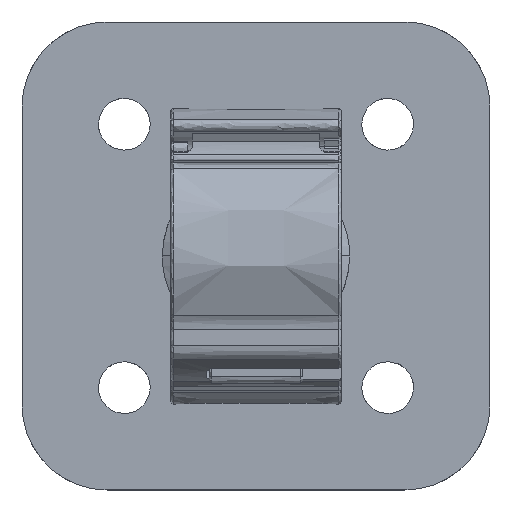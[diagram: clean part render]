
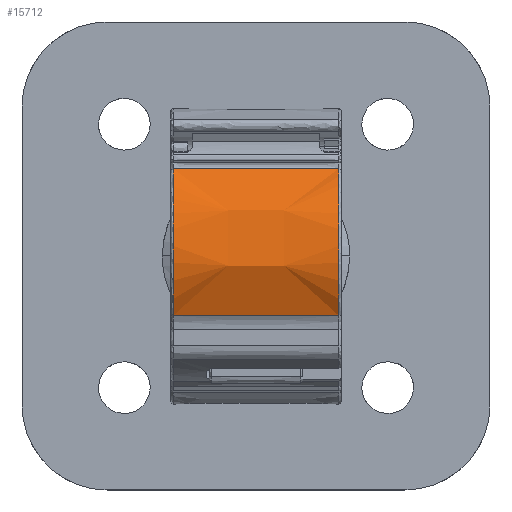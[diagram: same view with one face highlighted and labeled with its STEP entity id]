
A CAD part, top view. The second image highlights one B-rep face of the part: STEP entity #15712.
In plain terms, the highlighted free-form (B-spline) face has degree [3, 3] with [4, 4] control points.
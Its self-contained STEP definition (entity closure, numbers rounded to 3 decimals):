
#13787=CARTESIAN_POINT('Vertex',(1377.378,152.918,29.365)) ;
#13826=CARTESIAN_POINT('Vertex',(1377.378,170.243,26.571)) ;
#13830=CARTESIAN_POINT('Control Point',(1377.378,152.918,29.365)) ;
#13831=CARTESIAN_POINT('Control Point',(1377.378,158.856,33.093)) ;
#13832=CARTESIAN_POINT('Control Point',(1377.378,165.778,31.976)) ;
#13833=CARTESIAN_POINT('Control Point',(1377.378,170.243,26.571)) ;
#14474=CARTESIAN_POINT('Vertex',(1357.878,152.918,29.365)) ;
#14509=CARTESIAN_POINT('Control Point',(1357.878,152.918,29.365)) ;
#14510=CARTESIAN_POINT('Control Point',(1357.878,158.856,33.093)) ;
#14511=CARTESIAN_POINT('Control Point',(1357.878,165.778,31.976)) ;
#14512=CARTESIAN_POINT('Control Point',(1357.878,170.243,26.571)) ;
#14513=CARTESIAN_POINT('Vertex',(1357.878,170.243,26.571)) ;
#15670=CARTESIAN_POINT('Control Point',(1377.378,152.918,29.365)) ;
#15671=CARTESIAN_POINT('Control Point',(1370.878,152.918,29.365)) ;
#15672=CARTESIAN_POINT('Control Point',(1364.378,152.918,29.365)) ;
#15673=CARTESIAN_POINT('Control Point',(1357.878,152.918,29.365)) ;
#15684=CARTESIAN_POINT('Control Point',(1377.768,152.596,29.157)) ;
#15685=CARTESIAN_POINT('Control Point',(1371.008,152.596,29.157)) ;
#15686=CARTESIAN_POINT('Control Point',(1364.248,152.596,29.157)) ;
#15687=CARTESIAN_POINT('Control Point',(1357.488,152.596,29.157)) ;
#15688=CARTESIAN_POINT('Control Point',(1377.768,158.708,33.243)) ;
#15689=CARTESIAN_POINT('Control Point',(1371.008,158.708,33.243)) ;
#15690=CARTESIAN_POINT('Control Point',(1364.248,158.708,33.243)) ;
#15691=CARTESIAN_POINT('Control Point',(1357.488,158.708,33.243)) ;
#15692=CARTESIAN_POINT('Control Point',(1377.768,165.966,32.072)) ;
#15693=CARTESIAN_POINT('Control Point',(1371.008,165.966,32.072)) ;
#15694=CARTESIAN_POINT('Control Point',(1364.248,165.966,32.072)) ;
#15695=CARTESIAN_POINT('Control Point',(1357.488,165.966,32.072)) ;
#15696=CARTESIAN_POINT('Control Point',(1377.768,170.483,26.272)) ;
#15697=CARTESIAN_POINT('Control Point',(1371.008,170.483,26.272)) ;
#15698=CARTESIAN_POINT('Control Point',(1364.248,170.483,26.272)) ;
#15699=CARTESIAN_POINT('Control Point',(1357.488,170.483,26.272)) ;
#15701=CARTESIAN_POINT('Control Point',(1377.378,170.243,26.571)) ;
#15702=CARTESIAN_POINT('Control Point',(1370.878,170.243,26.571)) ;
#15703=CARTESIAN_POINT('Control Point',(1364.378,170.243,26.571)) ;
#15704=CARTESIAN_POINT('Control Point',(1357.878,170.243,26.571)) ;
#15707=ORIENTED_EDGE('',*,*,#15705,.T.) ;
#15708=ORIENTED_EDGE('',*,*,#14515,.F.) ;
#15709=ORIENTED_EDGE('',*,*,#15674,.T.) ;
#15710=ORIENTED_EDGE('',*,*,#13834,.F.) ;
#15712=ADVANCED_FACE('Clips 9J1.121.233.B',(#15711),#15683,.T.) ;
#13834=EDGE_CURVE('',#13827,#13788,#13829,.F.) ;
#14515=EDGE_CURVE('',#14475,#14514,#14508,.T.) ;
#15674=EDGE_CURVE('',#14475,#13788,#15669,.F.) ;
#15705=EDGE_CURVE('',#13827,#14514,#15700,.T.) ;
#15706=EDGE_LOOP('',(#15707,#15708,#15709,#15710)) ;
#15711=FACE_OUTER_BOUND('',#15706,.T.) ;
#13788=VERTEX_POINT('',#13787) ;
#13827=VERTEX_POINT('',#13826) ;
#14475=VERTEX_POINT('',#14474) ;
#14514=VERTEX_POINT('',#14513) ;
#13829=(BOUNDED_CURVE()B_SPLINE_CURVE(3,(#13830,#13831,#13832,#13833),.UNSPECIFIED.,.F.,.U.)B_SPLINE_CURVE_WITH_KNOTS((4,4),(0.461,21.438),.UNSPECIFIED.)CURVE()GEOMETRIC_REPRESENTATION_ITEM()RATIONAL_B_SPLINE_CURVE((1.338,1.116,1.116,1.338))REPRESENTATION_ITEM('')) ;
#14508=(BOUNDED_CURVE()B_SPLINE_CURVE(3,(#14509,#14510,#14511,#14512),.UNSPECIFIED.,.F.,.U.)B_SPLINE_CURVE_WITH_KNOTS((4,4),(0.461,21.438),.UNSPECIFIED.)CURVE()GEOMETRIC_REPRESENTATION_ITEM()RATIONAL_B_SPLINE_CURVE((1.338,1.116,1.116,1.338))REPRESENTATION_ITEM('')) ;
#15669=(BOUNDED_CURVE()B_SPLINE_CURVE(3,(#15670,#15671,#15672,#15673),.UNSPECIFIED.,.F.,.U.)B_SPLINE_CURVE_WITH_KNOTS((4,4),(-9.75,9.75),.UNSPECIFIED.)CURVE()GEOMETRIC_REPRESENTATION_ITEM()RATIONAL_B_SPLINE_CURVE((1.02,1.02,1.02,1.02))REPRESENTATION_ITEM('')) ;
#15700=(BOUNDED_CURVE()B_SPLINE_CURVE(3,(#15701,#15702,#15703,#15704),.UNSPECIFIED.,.F.,.U.)B_SPLINE_CURVE_WITH_KNOTS((4,4),(-9.75,9.75),.UNSPECIFIED.)CURVE()GEOMETRIC_REPRESENTATION_ITEM()RATIONAL_B_SPLINE_CURVE((1.142,1.142,1.142,1.142))REPRESENTATION_ITEM('')) ;
#15683=(BOUNDED_SURFACE()B_SPLINE_SURFACE(3,3,((#15684,#15685,#15686,#15687),(#15688,#15689,#15690,#15691),(#15692,#15693,#15694,#15695),(#15696,#15697,#15698,#15699)),.UNSPECIFIED.,.F.,.F.,.U.)B_SPLINE_SURFACE_WITH_KNOTS((4,4),(4,4),(0.,22.056),(-10.14,10.14),.UNSPECIFIED.)GEOMETRIC_REPRESENTATION_ITEM()RATIONAL_B_SPLINE_SURFACE(((1.155,1.155,1.155,1.155),(0.948,0.948,0.948,0.948),(0.948,0.948,0.948,0.948),(1.155,1.155,1.155,1.155)))REPRESENTATION_ITEM('Rational BSpline Surface')SURFACE()) ;
